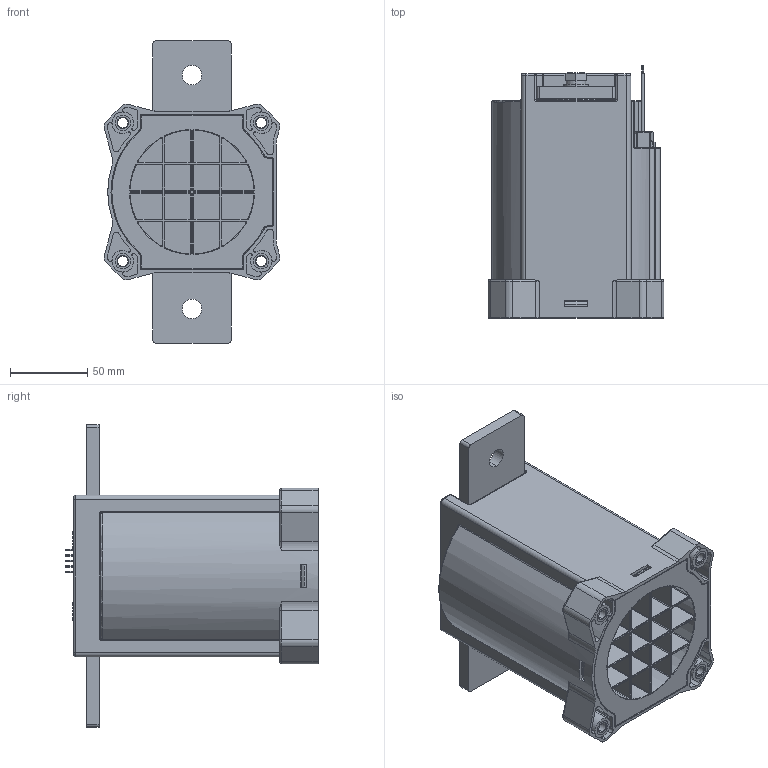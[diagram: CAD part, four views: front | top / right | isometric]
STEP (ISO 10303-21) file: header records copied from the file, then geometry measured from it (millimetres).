
FILE_DESCRIPTION(/* description */ (''),/* implementation_level */ '2;1');
FILE_NAME(/* name */ 'HCF1000.stp',/* time_stamp */ '2024-02-26T14:53:47+08:00',/* author */ (''),/* organization */ (''),/* preprocessor_version */ 'ST-DEVELOPER v16.7',/* originating_system */ 'SIEMENS PLM Software NX 12.0',/* authorisation */ '');
FILE_SCHEMA (('AUTOMOTIVE_DESIGN { 1 0 10303 214 3 1 1 1 }'));
Products named in the file (1): 10610F0C8AB9g9h6
Bounding box: 113.91 x 164 x 196.1 mm (x, y, z)
Volume: 1295648.2 mm3; surface area: 193540.6 mm2
Topology: 6 solids, 16 shells, 2083 faces, 5239 edges, 3246 vertices
Faces by surface type: plane 962, cylinder 700, cone 193, torus 159, extrusion 30, bspline 24, sphere 15
Entity records: 64842 total; most frequent: CARTESIAN_POINT 12547, DIRECTION 10895, ORIENTED_EDGE 10462, EDGE_CURVE 5231, AXIS2_PLACEMENT_3D 3798, VECTOR 3299, LINE 3269, VERTEX_POINT 3246
